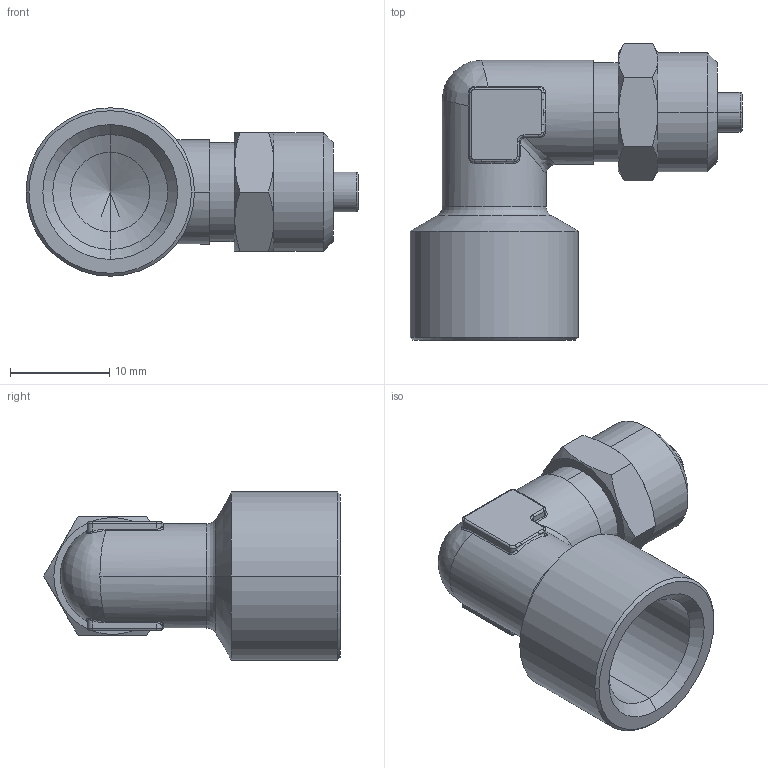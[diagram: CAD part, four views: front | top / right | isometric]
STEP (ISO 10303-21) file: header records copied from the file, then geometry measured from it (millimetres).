
FILE_DESCRIPTION (( 'STEP AP203' ), '1' );
FILE_NAME ('02070032.STEP', '2011-09-28T09:24:16', ( '' ), ( 'sopra-pneumatic' ), 'SwSTEP 2.0', 'SolidWorks 2011', '' );
FILE_SCHEMA (( 'CONFIG_CONTROL_DESIGN' ));
Length unit declared in the file: millimetre
Products named in the file (1): 02070032
Bounding box: 33.5 x 29.93 x 17 mm (x, y, z)
Volume: 3841.2 mm3; surface area: 3250.8 mm2
Topology: 1 solids, 1 shells, 160 faces, 364 edges, 209 vertices
Faces by surface type: cylinder 58, plane 30, bspline 26, cone 24, torus 22
Entity records: 5269 total; most frequent: CARTESIAN_POINT 1778, ORIENTED_EDGE 724, DIRECTION 716, EDGE_CURVE 362, AXIS2_PLACEMENT_3D 299, VERTEX_POINT 209, EDGE_LOOP 167, CIRCLE 164
